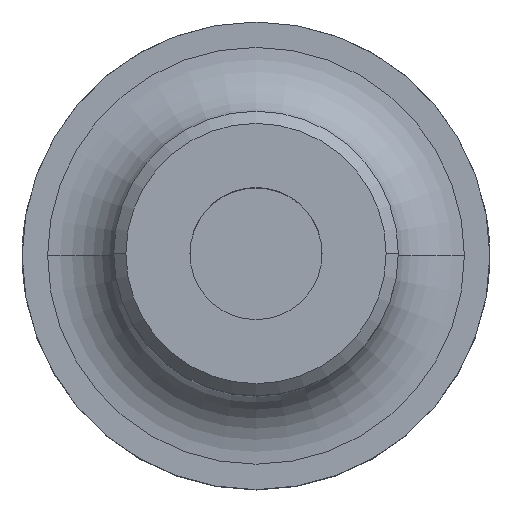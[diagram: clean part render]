
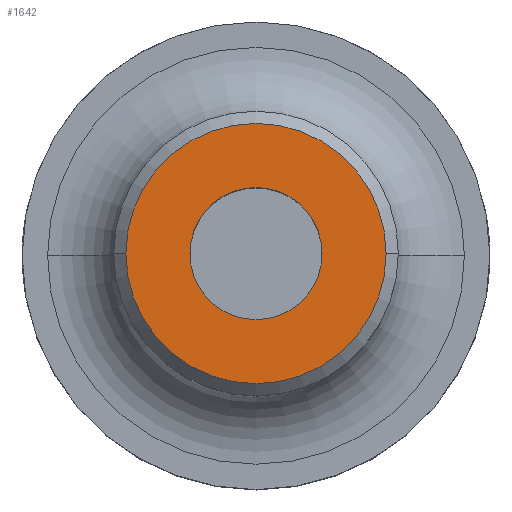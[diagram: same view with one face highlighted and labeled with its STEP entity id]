
A CAD part, top view. The second image highlights one B-rep face of the part: STEP entity #1642.
In plain terms, the highlighted planar face has unit normal (0, 0, 1).
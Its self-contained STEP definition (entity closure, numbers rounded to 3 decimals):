
#12 = DIRECTION ( 'NONE',  ( 0., 0., 1. ) ) ;
#68 = ORIENTED_EDGE ( 'NONE', *, *, #1041, .T. ) ;
#117 = DIRECTION ( 'NONE',  ( 0., 0., -1. ) ) ;
#141 = ORIENTED_EDGE ( 'NONE', *, *, #1796, .T. ) ;
#145 = EDGE_CURVE ( 'NONE', #910, #657, #1445, .T. ) ;
#228 = FACE_BOUND ( 'NONE', #296, .T. ) ;
#266 = EDGE_CURVE ( 'NONE', #1310, #1628, #1312, .T. ) ;
#296 = EDGE_LOOP ( 'NONE', ( #68, #988 ) ) ;
#314 = AXIS2_PLACEMENT_3D ( 'NONE', #1177, #319, #1305 ) ;
#319 = DIRECTION ( 'NONE',  ( 0., 0., 1. ) ) ;
#444 = CARTESIAN_POINT ( 'NONE',  ( -6.5, 0., 150. ) ) ;
#464 = DIRECTION ( 'NONE',  ( 0., 0., 1. ) ) ;
#481 = CIRCLE ( 'NONE', #1412, 6.5 ) ;
#523 = CARTESIAN_POINT ( 'NONE',  ( 6.5, 0., 150. ) ) ;
#602 = FACE_OUTER_BOUND ( 'NONE', #1116, .T. ) ;
#612 = DIRECTION ( 'NONE',  ( 0., 0., -1. ) ) ;
#657 = VERTEX_POINT ( 'NONE', #444 ) ;
#707 = CARTESIAN_POINT ( 'NONE',  ( 0., 0., 150. ) ) ;
#726 = CARTESIAN_POINT ( 'NONE',  ( -12.8, 0., 150. ) ) ;
#910 = VERTEX_POINT ( 'NONE', #523 ) ;
#978 = AXIS2_PLACEMENT_3D ( 'NONE', #1042, #612, #1635 ) ;
#988 = ORIENTED_EDGE ( 'NONE', *, *, #145, .T. ) ;
#1011 = ORIENTED_EDGE ( 'NONE', *, *, #266, .T. ) ;
#1015 = DIRECTION ( 'NONE',  ( 1., 0., 0. ) ) ;
#1041 = EDGE_CURVE ( 'NONE', #657, #910, #481, .T. ) ;
#1042 = CARTESIAN_POINT ( 'NONE',  ( 0., 0., 150. ) ) ;
#1116 = EDGE_LOOP ( 'NONE', ( #141, #1011 ) ) ;
#1177 = CARTESIAN_POINT ( 'NONE',  ( 0., 0., 150. ) ) ;
#1283 = PLANE ( 'NONE',  #1494 ) ;
#1305 = DIRECTION ( 'NONE',  ( 1., 0., 0. ) ) ;
#1310 = VERTEX_POINT ( 'NONE', #1813 ) ;
#1312 = CIRCLE ( 'NONE', #1444, 12.8 ) ;
#1317 = CARTESIAN_POINT ( 'NONE',  ( 0., 0., 150. ) ) ;
#1412 = AXIS2_PLACEMENT_3D ( 'NONE', #707, #117, #1823 ) ;
#1427 = CARTESIAN_POINT ( 'NONE',  ( 0., 14., 150. ) ) ;
#1444 = AXIS2_PLACEMENT_3D ( 'NONE', #1317, #464, #1777 ) ;
#1445 = CIRCLE ( 'NONE', #978, 6.5 ) ;
#1494 = AXIS2_PLACEMENT_3D ( 'NONE', #1427, #12, #1015 ) ;
#1508 = CIRCLE ( 'NONE', #314, 12.8 ) ;
#1628 = VERTEX_POINT ( 'NONE', #726 ) ;
#1635 = DIRECTION ( 'NONE',  ( -1., 0., 0. ) ) ;
#1642 = ADVANCED_FACE ( 'NONE', ( #602, #228 ), #1283, .T. ) ;
#1777 = DIRECTION ( 'NONE',  ( 1., 0., 0. ) ) ;
#1796 = EDGE_CURVE ( 'NONE', #1628, #1310, #1508, .T. ) ;
#1813 = CARTESIAN_POINT ( 'NONE',  ( 12.8, 0., 150. ) ) ;
#1823 = DIRECTION ( 'NONE',  ( -1., 0., 0. ) ) ;
